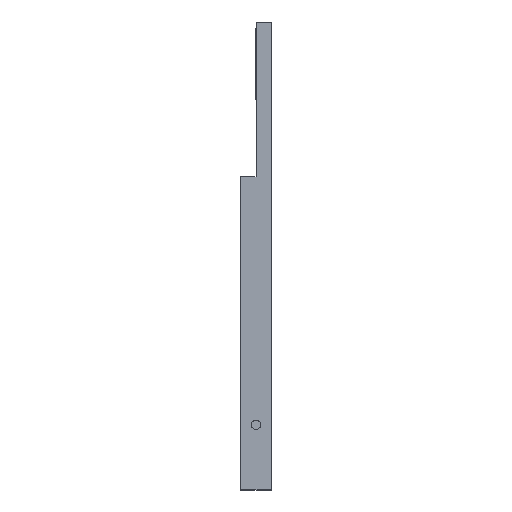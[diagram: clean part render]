
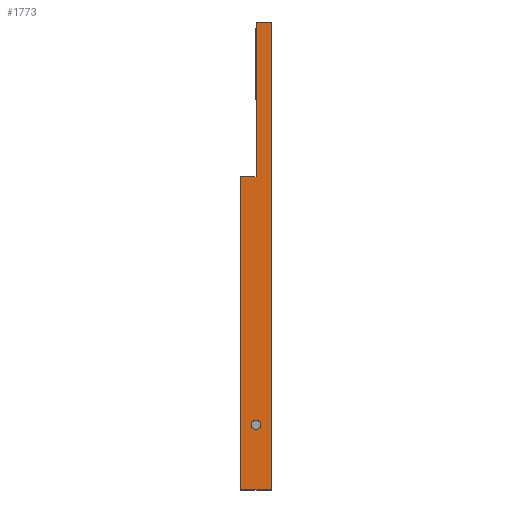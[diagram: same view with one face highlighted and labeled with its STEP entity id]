
A CAD part, left-side view. The second image highlights one B-rep face of the part: STEP entity #1773.
In plain terms, the highlighted planar face has unit normal (-1, 0, 0).
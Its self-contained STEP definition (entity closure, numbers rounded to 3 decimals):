
#102 = DIRECTION ( 'NONE',  ( 0., 0., 1. ) ) ;
#157 = CARTESIAN_POINT ( 'NONE',  ( -105., 10., -105. ) ) ;
#169 = VERTEX_POINT ( 'NONE', #2107 ) ;
#170 = LINE ( 'NONE', #1777, #1612 ) ;
#258 = EDGE_CURVE ( 'NONE', #1996, #771, #549, .T. ) ;
#378 = EDGE_CURVE ( 'NONE', #1175, #1158, #170, .T. ) ;
#420 = CARTESIAN_POINT ( 'NONE',  ( -105., 0., 46. ) ) ;
#549 = LINE ( 'NONE', #1051, #2705 ) ;
#555 = CARTESIAN_POINT ( 'NONE',  ( -105., 0., 200. ) ) ;
#581 = VECTOR ( 'NONE', #692, 1000. ) ;
#688 = CARTESIAN_POINT ( 'NONE',  ( -105., 0., -105. ) ) ;
#692 = DIRECTION ( 'NONE',  ( 0., 1., 0. ) ) ;
#707 = DIRECTION ( 'NONE',  ( 0., -1., 0. ) ) ;
#771 = VERTEX_POINT ( 'NONE', #1583 ) ;
#779 = DIRECTION ( 'NONE',  ( -1., 0., 0. ) ) ;
#812 = LINE ( 'NONE', #555, #2577 ) ;
#838 = DIRECTION ( 'NONE',  ( 1., 0., 0. ) ) ;
#841 = DIRECTION ( 'NONE',  ( 0., 0., 1. ) ) ;
#853 = DIRECTION ( 'NONE',  ( 0., 0., -1. ) ) ;
#883 = AXIS2_PLACEMENT_3D ( 'NONE', #2143, #779, #1638 ) ;
#918 = LINE ( 'NONE', #420, #581 ) ;
#946 = EDGE_LOOP ( 'NONE', ( #2710, #2647, #1894, #1950, #2469, #1817 ) ) ;
#1030 = VECTOR ( 'NONE', #707, 1000. ) ;
#1051 = CARTESIAN_POINT ( 'NONE',  ( -105., 5., 46. ) ) ;
#1055 = PLANE ( 'NONE',  #2412 ) ;
#1123 = CIRCLE ( 'NONE', #883, 1.5 ) ;
#1147 = DIRECTION ( 'NONE',  ( 0., 0., 1. ) ) ;
#1158 = VERTEX_POINT ( 'NONE', #1972 ) ;
#1175 = VERTEX_POINT ( 'NONE', #157 ) ;
#1251 = EDGE_LOOP ( 'NONE', ( #1706, #2169 ) ) ;
#1362 = EDGE_CURVE ( 'NONE', #1531, #1979, #1786, .T. ) ;
#1388 = VERTEX_POINT ( 'NONE', #1949 ) ;
#1397 = EDGE_CURVE ( 'NONE', #1388, #169, #812, .T. ) ;
#1445 = CARTESIAN_POINT ( 'NONE',  ( -105., 5., -4. ) ) ;
#1459 = DIRECTION ( 'NONE',  ( 0., 0., 1. ) ) ;
#1472 = EDGE_CURVE ( 'NONE', #169, #771, #918, .T. ) ;
#1531 = VERTEX_POINT ( 'NONE', #2721 ) ;
#1583 = CARTESIAN_POINT ( 'NONE',  ( -105., 5., 46. ) ) ;
#1606 = DIRECTION ( 'NONE',  ( 0., 1., 0. ) ) ;
#1612 = VECTOR ( 'NONE', #1147, 1000. ) ;
#1638 = DIRECTION ( 'NONE',  ( 0., 0., 1. ) ) ;
#1702 = EDGE_CURVE ( 'NONE', #1979, #1531, #1123, .T. ) ;
#1706 = ORIENTED_EDGE ( 'NONE', *, *, #1702, .F. ) ;
#1737 = DIRECTION ( 'NONE',  ( -1., 0., 0. ) ) ;
#1773 = ADVANCED_FACE ( 'NONE', ( #2898, #2383 ), #1055, .F. ) ;
#1777 = CARTESIAN_POINT ( 'NONE',  ( -105., 10., 200. ) ) ;
#1786 = CIRCLE ( 'NONE', #2775, 1.5 ) ;
#1817 = ORIENTED_EDGE ( 'NONE', *, *, #1397, .T. ) ;
#1831 = LINE ( 'NONE', #688, #2740 ) ;
#1894 = ORIENTED_EDGE ( 'NONE', *, *, #2933, .F. ) ;
#1949 = CARTESIAN_POINT ( 'NONE',  ( -105., 0., -105. ) ) ;
#1950 = ORIENTED_EDGE ( 'NONE', *, *, #378, .F. ) ;
#1972 = CARTESIAN_POINT ( 'NONE',  ( -105., 10., -4. ) ) ;
#1979 = VERTEX_POINT ( 'NONE', #2568 ) ;
#1996 = VERTEX_POINT ( 'NONE', #1445 ) ;
#2107 = CARTESIAN_POINT ( 'NONE',  ( -105., 0., 46. ) ) ;
#2143 = CARTESIAN_POINT ( 'NONE',  ( -105., 5., -84. ) ) ;
#2169 = ORIENTED_EDGE ( 'NONE', *, *, #1362, .F. ) ;
#2383 = FACE_OUTER_BOUND ( 'NONE', #946, .T. ) ;
#2412 = AXIS2_PLACEMENT_3D ( 'NONE', #2661, #838, #853 ) ;
#2469 = ORIENTED_EDGE ( 'NONE', *, *, #2955, .F. ) ;
#2496 = LINE ( 'NONE', #2709, #1030 ) ;
#2568 = CARTESIAN_POINT ( 'NONE',  ( -105., 5., -82.5 ) ) ;
#2577 = VECTOR ( 'NONE', #102, 1000. ) ;
#2632 = CARTESIAN_POINT ( 'NONE',  ( -105., 5., -84. ) ) ;
#2647 = ORIENTED_EDGE ( 'NONE', *, *, #258, .F. ) ;
#2661 = CARTESIAN_POINT ( 'NONE',  ( -105., 10., 200. ) ) ;
#2705 = VECTOR ( 'NONE', #1459, 1000. ) ;
#2709 = CARTESIAN_POINT ( 'NONE',  ( -105., 5., -4. ) ) ;
#2710 = ORIENTED_EDGE ( 'NONE', *, *, #1472, .T. ) ;
#2721 = CARTESIAN_POINT ( 'NONE',  ( -105., 5., -85.5 ) ) ;
#2740 = VECTOR ( 'NONE', #1606, 1000. ) ;
#2775 = AXIS2_PLACEMENT_3D ( 'NONE', #2632, #1737, #841 ) ;
#2898 = FACE_BOUND ( 'NONE', #1251, .T. ) ;
#2933 = EDGE_CURVE ( 'NONE', #1158, #1996, #2496, .T. ) ;
#2955 = EDGE_CURVE ( 'NONE', #1388, #1175, #1831, .T. ) ;
